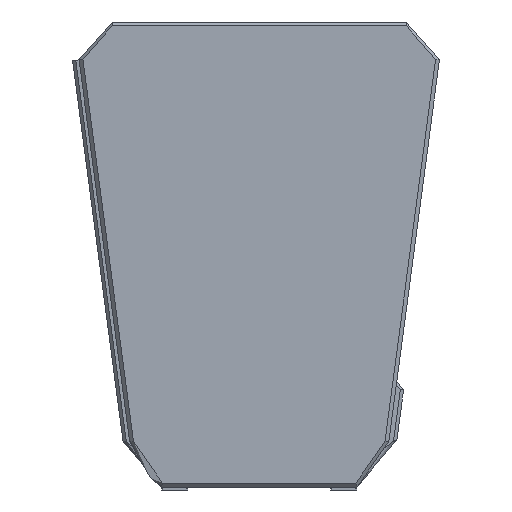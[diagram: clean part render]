
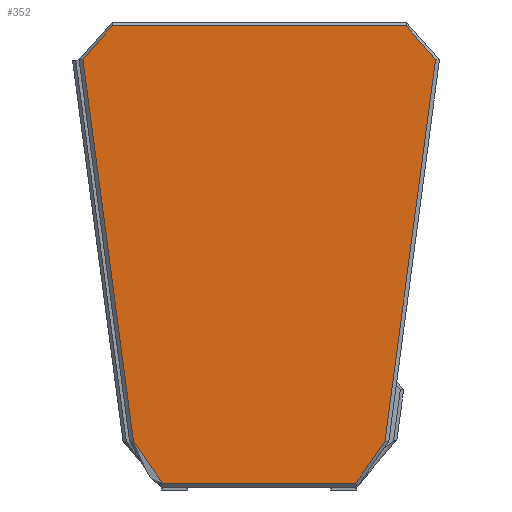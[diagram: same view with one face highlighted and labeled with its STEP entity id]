
A CAD part, left-side view. The second image highlights one B-rep face of the part: STEP entity #352.
In plain terms, the highlighted planar face has unit normal (-1, 0, 0).
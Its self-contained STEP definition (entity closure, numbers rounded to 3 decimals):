
#352=ADVANCED_FACE('',(#592),#3377,.T.);
#592=FACE_OUTER_BOUND('',#832,.T.);
#832=EDGE_LOOP('',(#1807,#1808,#1809,#1810,#1811,#1812,#1813,#1814));
#1807=ORIENTED_EDGE('',*,*,#2435,.F.);
#1808=ORIENTED_EDGE('',*,*,#2434,.F.);
#1809=ORIENTED_EDGE('',*,*,#2433,.F.);
#1810=ORIENTED_EDGE('',*,*,#2432,.F.);
#1811=ORIENTED_EDGE('',*,*,#2431,.F.);
#1812=ORIENTED_EDGE('',*,*,#2430,.F.);
#1813=ORIENTED_EDGE('',*,*,#2436,.F.);
#1814=ORIENTED_EDGE('',*,*,#2429,.T.);
#2429=EDGE_CURVE('',#3289,#3290,#2918,.T.);
#2430=EDGE_CURVE('',#3294,#3295,#2919,.T.);
#2431=EDGE_CURVE('',#3295,#3296,#2920,.T.);
#2432=EDGE_CURVE('',#3296,#3293,#2921,.T.);
#2433=EDGE_CURVE('',#3293,#3291,#2922,.T.);
#2434=EDGE_CURVE('',#3291,#3292,#2923,.T.);
#2435=EDGE_CURVE('',#3292,#3290,#2924,.T.);
#2436=EDGE_CURVE('',#3289,#3294,#2925,.T.);
#2918=(
BOUNDED_CURVE()
B_SPLINE_CURVE(1,(#8712,#8713),.UNSPECIFIED.,.F.,.F.)
B_SPLINE_CURVE_WITH_KNOTS((2,2),(2.934,597.17),
 .UNSPECIFIED.)
CURVE()
GEOMETRIC_REPRESENTATION_ITEM()
RATIONAL_B_SPLINE_CURVE((1.,1.))
REPRESENTATION_ITEM('')
);
#2919=(
BOUNDED_CURVE()
B_SPLINE_CURVE(1,(#8714,#8715),.UNSPECIFIED.,.F.,.F.)
B_SPLINE_CURVE_WITH_KNOTS((2,2),(0.,1184.771),
 .UNSPECIFIED.)
CURVE()
GEOMETRIC_REPRESENTATION_ITEM()
RATIONAL_B_SPLINE_CURVE((1.,1.))
REPRESENTATION_ITEM('')
);
#2920=(
BOUNDED_CURVE()
B_SPLINE_CURVE(3,(#8716,#8717,#8718,#8719,#8720,#8721,#8722),
 .UNSPECIFIED.,.F.,.F.)
B_SPLINE_CURVE_WITH_KNOTS((4,1,1,1,4),(0.,38.733,
77.466,116.199,154.933),.UNSPECIFIED.)
CURVE()
GEOMETRIC_REPRESENTATION_ITEM()
RATIONAL_B_SPLINE_CURVE((1.,1.,1.,1.,1.,1.,1.))
REPRESENTATION_ITEM('')
);
#2921=(
BOUNDED_CURVE()
B_SPLINE_CURVE(1,(#8723,#8724),.UNSPECIFIED.,.F.,.F.)
B_SPLINE_CURVE_WITH_KNOTS((2,2),(0.,903.994),
 .UNSPECIFIED.)
CURVE()
GEOMETRIC_REPRESENTATION_ITEM()
RATIONAL_B_SPLINE_CURVE((1.,1.))
REPRESENTATION_ITEM('')
);
#2922=(
BOUNDED_CURVE()
B_SPLINE_CURVE(3,(#8725,#8726,#8727,#8728,#8729,#8730,#8731),
 .UNSPECIFIED.,.F.,.F.)
B_SPLINE_CURVE_WITH_KNOTS((4,1,1,1,4),(0.,38.733,77.466,
116.199,154.933),.UNSPECIFIED.)
CURVE()
GEOMETRIC_REPRESENTATION_ITEM()
RATIONAL_B_SPLINE_CURVE((1.,1.,1.,1.,1.,1.,
1.))
REPRESENTATION_ITEM('')
);
#2923=(
BOUNDED_CURVE()
B_SPLINE_CURVE(1,(#8732,#8733),.UNSPECIFIED.,.F.,.F.)
B_SPLINE_CURVE_WITH_KNOTS((2,2),(0.,1184.771),
 .UNSPECIFIED.)
CURVE()
GEOMETRIC_REPRESENTATION_ITEM()
RATIONAL_B_SPLINE_CURVE((1.,1.))
REPRESENTATION_ITEM('')
);
#2924=(
BOUNDED_CURVE()
B_SPLINE_CURVE(3,(#8734,#8735,#8736,#8737,#8738,#8739,#8740,#8741,#8742,
#8743),.UNSPECIFIED.,.F.,.F.)
B_SPLINE_CURVE_WITH_KNOTS((4,3,3,4),(0.,61.354,122.934,
162.662),.UNSPECIFIED.)
CURVE()
GEOMETRIC_REPRESENTATION_ITEM()
RATIONAL_B_SPLINE_CURVE((1.,1.,1.,1.,
1.,1.,1.,1.,1.,1.))
REPRESENTATION_ITEM('')
);
#2925=(
BOUNDED_CURVE()
B_SPLINE_CURVE(3,(#8744,#8745,#8746,#8747,#8748,#8749,#8750,#8751,#8752,
#8753),.UNSPECIFIED.,.F.,.F.)
B_SPLINE_CURVE_WITH_KNOTS((4,3,3,4),(83.206,122.934,
184.514,245.868),.UNSPECIFIED.)
CURVE()
GEOMETRIC_REPRESENTATION_ITEM()
RATIONAL_B_SPLINE_CURVE((1.,1.,1.,1.,1.,1.,1.,1.,1.,1.))
REPRESENTATION_ITEM('')
);
#3289=VERTEX_POINT('',#8678);
#3290=VERTEX_POINT('',#8679);
#3291=VERTEX_POINT('',#8680);
#3292=VERTEX_POINT('',#8681);
#3293=VERTEX_POINT('',#8682);
#3294=VERTEX_POINT('',#8683);
#3295=VERTEX_POINT('',#8684);
#3296=VERTEX_POINT('',#8685);
#3377=PLANE('',#3683);
#3683=AXIS2_PLACEMENT_3D('',#8573,#3727,$);
#3727=DIRECTION('',(-1.,0.,0.));
#8573=CARTESIAN_POINT('',(-850.,-693.746,-192.099));
#8678=CARTESIAN_POINT('',(-850.,297.118,21.));
#8679=CARTESIAN_POINT('',(-850.,-297.118,21.));
#8680=CARTESIAN_POINT('',(-850.,-542.208,1324.043));
#8681=CARTESIAN_POINT('',(-850.,-386.54,149.544));
#8682=CARTESIAN_POINT('',(-850.,-451.997,1427.));
#8683=CARTESIAN_POINT('',(-850.,386.54,149.544));
#8684=CARTESIAN_POINT('',(-850.,542.208,1324.043));
#8685=CARTESIAN_POINT('',(-850.,451.997,1427.));
#8712=CARTESIAN_POINT('',(-850.,297.118,21.));
#8713=CARTESIAN_POINT('',(-850.,-297.118,21.));
#8714=CARTESIAN_POINT('',(-850.,386.54,149.544));
#8715=CARTESIAN_POINT('',(-850.,542.208,1324.043));
#8716=CARTESIAN_POINT('',(-850.,542.208,1324.043));
#8717=CARTESIAN_POINT('',(-850.,543.914,1336.841));
#8718=CARTESIAN_POINT('',(-850.,541.766,1363.167));
#8719=CARTESIAN_POINT('',(-850.,522.544,1397.814));
#8720=CARTESIAN_POINT('',(-850.,490.723,1421.422));
#8721=CARTESIAN_POINT('',(-850.,464.908,1427.01));
#8722=CARTESIAN_POINT('',(-850.,451.997,1427.));
#8723=CARTESIAN_POINT('',(-850.,451.997,1427.));
#8724=CARTESIAN_POINT('',(-850.,-451.997,1427.));
#8725=CARTESIAN_POINT('',(-850.,-451.997,1427.));
#8726=CARTESIAN_POINT('',(-850.,-464.908,1427.01));
#8727=CARTESIAN_POINT('',(-850.,-490.723,1421.422));
#8728=CARTESIAN_POINT('',(-850.,-522.544,1397.814));
#8729=CARTESIAN_POINT('',(-850.,-541.766,1363.167));
#8730=CARTESIAN_POINT('',(-850.,-543.914,1336.841));
#8731=CARTESIAN_POINT('',(-850.,-542.208,1324.043));
#8732=CARTESIAN_POINT('',(-850.,-542.208,1324.043));
#8733=CARTESIAN_POINT('',(-850.,-386.54,149.544));
#8734=CARTESIAN_POINT('',(-850.,-386.54,149.544));
#8735=CARTESIAN_POINT('',(-850.,-383.862,129.268));
#8736=CARTESIAN_POINT('',(-850.,-377.492,109.485));
#8737=CARTESIAN_POINT('',(-850.,-367.851,91.45));
#8738=CARTESIAN_POINT('',(-850.,-358.174,73.349));
#8739=CARTESIAN_POINT('',(-850.,-345.203,57.008));
#8740=CARTESIAN_POINT('',(-850.,-329.765,43.482));
#8741=CARTESIAN_POINT('',(-850.,-319.806,34.755));
#8742=CARTESIAN_POINT('',(-850.,-308.82,27.2));
#8743=CARTESIAN_POINT('',(-850.,-297.118,21.));
#8744=CARTESIAN_POINT('',(-850.,297.118,21.));
#8745=CARTESIAN_POINT('',(-850.,308.82,27.2));
#8746=CARTESIAN_POINT('',(-850.,319.806,34.755));
#8747=CARTESIAN_POINT('',(-850.,329.765,43.482));
#8748=CARTESIAN_POINT('',(-850.,345.203,57.008));
#8749=CARTESIAN_POINT('',(-850.,358.174,73.349));
#8750=CARTESIAN_POINT('',(-850.,367.851,91.45));
#8751=CARTESIAN_POINT('',(-850.,377.492,109.485));
#8752=CARTESIAN_POINT('',(-850.,383.862,129.268));
#8753=CARTESIAN_POINT('',(-850.,386.54,149.544));
